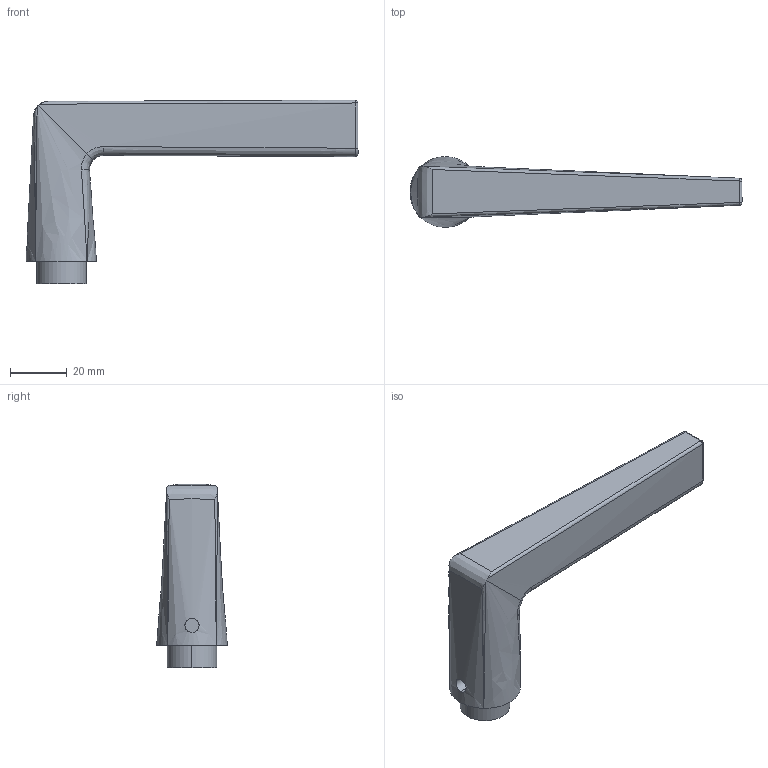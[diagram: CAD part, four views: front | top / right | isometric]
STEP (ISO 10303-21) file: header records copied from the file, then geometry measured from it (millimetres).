
FILE_DESCRIPTION (( 'STEP AP203' ), '1' );
FILE_NAME ('15438.step', '2015-09-17T14:45:31', ( '' ), ( '' ), 'SwSTEP 2.0', 'SolidWorks 2015', '' );
FILE_SCHEMA (( 'CONFIG_CONTROL_DESIGN' ));
Length unit declared in the file: millimetre
Products named in the file (1): 15438
Bounding box: 117.48 x 25 x 65 mm (x, y, z)
Volume: 44677.6 mm3; surface area: 13508.4 mm2
Topology: 1 solids, 1 shells, 231 faces, 609 edges, 397 vertices
Faces by surface type: plane 111, bspline 110, cylinder 7, sphere 3
Entity records: 12441 total; most frequent: CARTESIAN_POINT 7443, ORIENTED_EDGE 1210, DIRECTION 646, EDGE_CURVE 605, VERTEX_POINT 397, VECTOR 356, LINE 356, EDGE_LOOP 254
